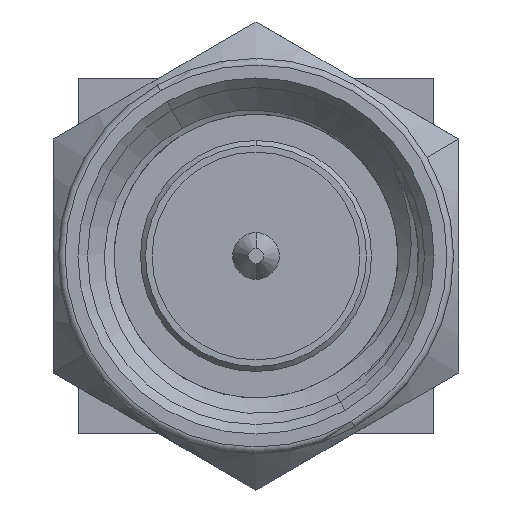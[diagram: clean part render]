
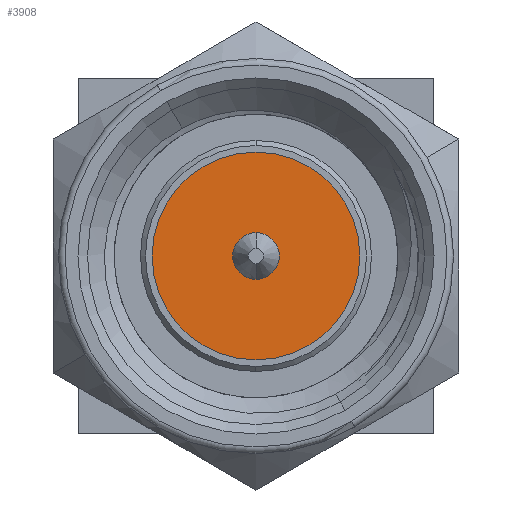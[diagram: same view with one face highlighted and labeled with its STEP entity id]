
A CAD part, left-side view. The second image highlights one B-rep face of the part: STEP entity #3908.
In plain terms, the highlighted planar face has unit normal (-1, 0, 0).
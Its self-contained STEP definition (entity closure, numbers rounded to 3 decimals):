
#1221=CARTESIAN_POINT('',(0.2,0.,0.));
#1222=DIRECTION('',(1.,0.,0.));
#1223=DIRECTION('',(0.,0.,-1.));
#1224=AXIS2_PLACEMENT_3D('',#1221,#1222,#1223);
#1226=CARTESIAN_POINT('',(0.2,0.,0.));
#1227=DIRECTION('',(1.,0.,0.));
#1228=DIRECTION('',(0.,0.,1.));
#1229=AXIS2_PLACEMENT_3D('',#1226,#1227,#1228);
#1231=CARTESIAN_POINT('',(0.2,0.,0.));
#1232=DIRECTION('',(-1.,0.,0.));
#1233=DIRECTION('',(0.,0.,1.));
#1234=AXIS2_PLACEMENT_3D('',#1231,#1232,#1233);
#1236=CARTESIAN_POINT('',(0.2,0.,0.));
#1237=DIRECTION('',(-1.,0.,0.));
#1238=DIRECTION('',(0.,0.,-1.));
#1239=AXIS2_PLACEMENT_3D('',#1236,#1237,#1238);
#2108=CARTESIAN_POINT('',(0.2,0.,-2.05));
#2109=CARTESIAN_POINT('',(0.2,0.,2.05));
#2110=VERTEX_POINT('',#2108);
#2111=VERTEX_POINT('',#2109);
#2112=CARTESIAN_POINT('',(0.2,0.,0.46));
#2113=CARTESIAN_POINT('',(0.2,0.,-0.46));
#2114=VERTEX_POINT('',#2112);
#2115=VERTEX_POINT('',#2113);
#3892=CARTESIAN_POINT('',(0.2,0.,0.));
#3893=DIRECTION('',(1.,0.,0.));
#3894=DIRECTION('',(0.,0.,1.));
#3895=AXIS2_PLACEMENT_3D('',#3892,#3893,#3894);
#3896=PLANE('',#3895);
#3897=ORIENTED_EDGE('',*,*,#3882,.T.);
#3899=ORIENTED_EDGE('',*,*,#3898,.T.);
#3900=EDGE_LOOP('',(#3897,#3899));
#3901=FACE_OUTER_BOUND('',#3900,.F.);
#3903=ORIENTED_EDGE('',*,*,#3902,.T.);
#3905=ORIENTED_EDGE('',*,*,#3904,.T.);
#3906=EDGE_LOOP('',(#3903,#3905));
#3907=FACE_BOUND('',#3906,.F.);
#3908=ADVANCED_FACE('',(#3901,#3907),#3896,.F.);
#1225=CIRCLE('',#1224,2.05);
#1230=CIRCLE('',#1229,2.05);
#1235=CIRCLE('',#1234,0.46);
#1240=CIRCLE('',#1239,0.46);
#3882=EDGE_CURVE('',#2110,#2111,#1225,.T.);
#3898=EDGE_CURVE('',#2111,#2110,#1230,.T.);
#3902=EDGE_CURVE('',#2114,#2115,#1235,.T.);
#3904=EDGE_CURVE('',#2115,#2114,#1240,.T.);
